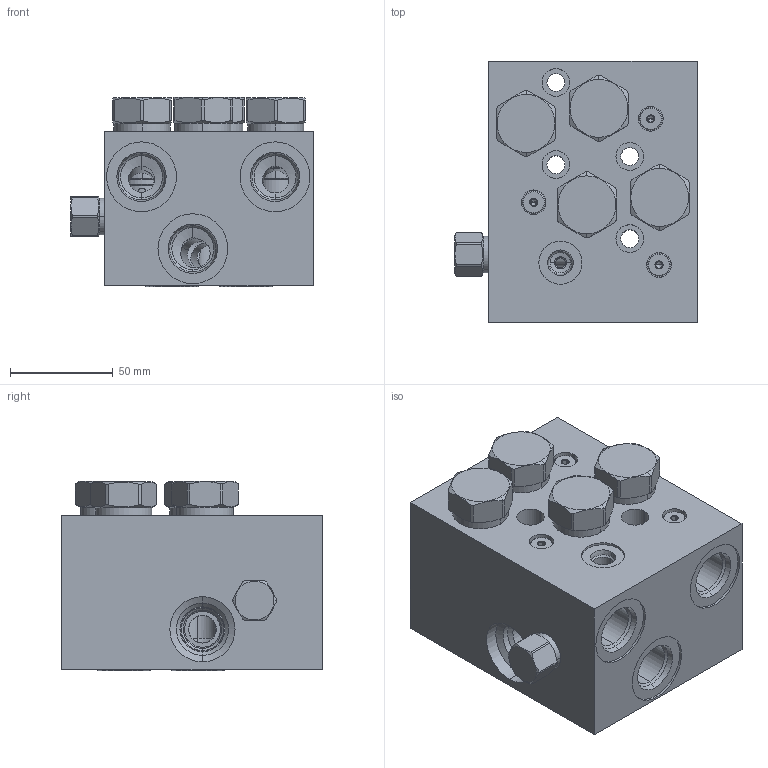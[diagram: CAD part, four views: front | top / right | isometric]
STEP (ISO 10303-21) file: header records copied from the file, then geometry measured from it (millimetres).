
FILE_DESCRIPTION((''),'2;1');
FILE_NAME('WWG_ASM','2021-11-22T',('ProEService'),(''),'PRO/ENGINEER BY PARAMETRIC TECHNOLOGY CORPORATION, 2014200','PRO/ENGINEER BY PARAMETRIC TECHNOLOGY CORPORATION, 2014200','');
FILE_SCHEMA(('CONFIG_CONTROL_DESIGN'));
Length unit declared in the file: inch
Products named in the file (7): 177-091-004; CXEDXAN; CXFAXAN; A330-006-002; CSAZXXN; 500-001-118; WWG_ASM
Assembly tree (11 placements, depth 2):
  WWG_ASM
    177-091-004
    CXEDXAN  x2
    CXFAXAN  x2
    A330-006-002  x3
    CSAZXXN
    500-001-118  x2
Bounding box: 118.03 x 127 x 92.13 mm (x, y, z)
Volume: 855669 mm3; surface area: 150625.5 mm2
Topology: 22 solids, 24 shells, 1161 faces, 3148 edges, 2348 vertices
Faces by surface type: cylinder 478, cone 276, plane 219, torus 140, revolution 48
Entity records: 32484 total; most frequent: CARTESIAN_POINT 11304, DIRECTION 4599, ORIENTED_EDGE 3722, EDGE_CURVE 1861, AXIS2_PLACEMENT_3D 1741, VERTEX_POINT 1127, VECTOR 1087, LINE 1087
